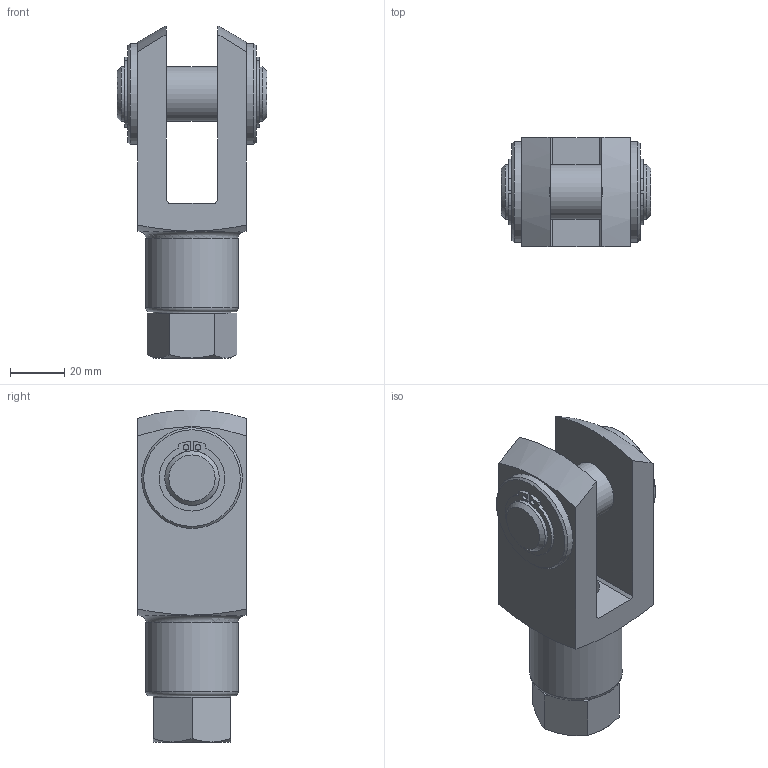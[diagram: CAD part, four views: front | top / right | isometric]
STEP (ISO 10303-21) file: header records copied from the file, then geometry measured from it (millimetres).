
FILE_DESCRIPTION(/* description */ ('STEP AP214'),/* implementation_level */ '2;1');
FILE_NAME(/* name */ '546576_SG-UNF3_4-16-B',/* time_stamp */ '2024-09-15T04:23:28+02:00',/* author */ ('License CC BY-ND 4.0'),/* organization */ ('CADENAS'),/* preprocessor_version */ 'ST-DEVELOPER v19.3',/* originating_system */ 'PARTsolutions',/* authorisation */ ' ');
FILE_SCHEMA (('AUTOMOTIVE_DESIGN {1 0 10303 214 3 1 1}'));
Length unit declared in the file: millimetre
Products named in the file (4): 546576 SG-UNF3/4"-16-B; 546576 SG-UNF3/4"-16-B---(GK); Hex Nuts 3/4 ANSI B18.2.2; 369487 BO-20-041,0-A2
Assembly tree (3 placements, depth 2):
  546576 SG-UNF3/4"-16-B
    546576 SG-UNF3/4"-16-B---(GK)
    Hex Nuts 3/4 ANSI B18.2.2
    369487 BO-20-041,0-A2
Bounding box: 55 x 40 x 121.89 mm (x, y, z)
Volume: 109044.2 mm3; surface area: 32567.6 mm2
Topology: 3 solids, 3 shells, 91 faces, 228 edges, 150 vertices
Faces by surface type: plane 47, cylinder 26, cone 16, torus 2
Full cylindrical faces by diameter (mm): 2 x4, 17.33 x2, 20 x5, 34.01 x1, 37 x2
Entity records: 2696 total; most frequent: CARTESIAN_POINT 515, DIRECTION 442, ORIENTED_EDGE 392, EDGE_CURVE 196, AXIS2_PLACEMENT_3D 173, VERTEX_POINT 142, EDGE_LOOP 130, FACE_BOUND 130
